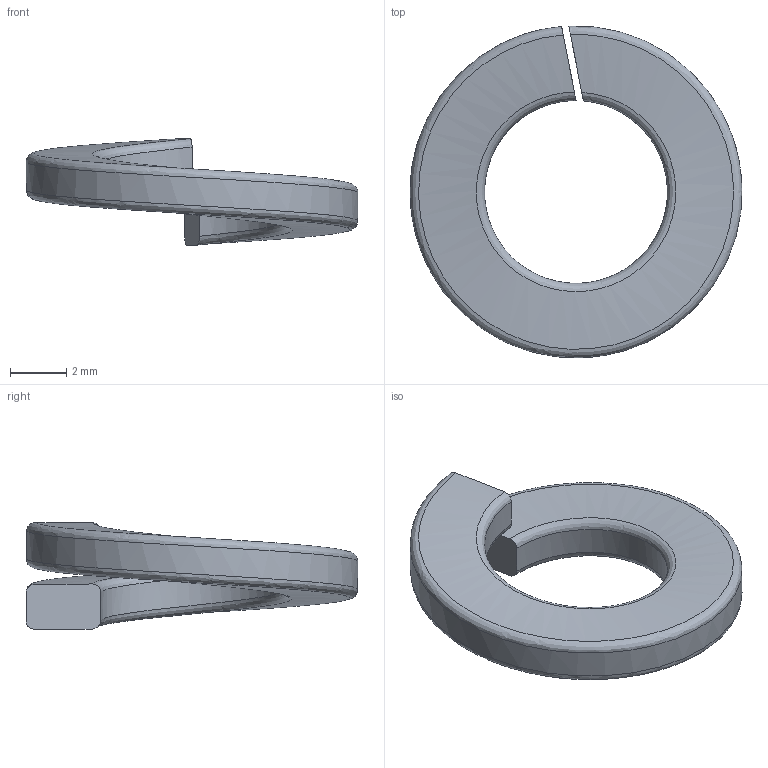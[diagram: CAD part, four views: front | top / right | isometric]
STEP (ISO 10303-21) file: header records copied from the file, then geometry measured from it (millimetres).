
FILE_DESCRIPTION (( 'STEP AP203' ), '1' );
FILE_NAME ('92148A335_18-8 Stainless Steel Split Lock Washer.STEP', '2024-01-31T21:48:46', ( 'Administrator' ), ( 'Managed by Terraform' ), 'SwSTEP 2.0', 'SolidWorks 2017', '' );
FILE_SCHEMA (( 'CONFIG_CONTROL_DESIGN' ));
Length unit declared in the file: millimetre
Products named in the file (1): 92148A335_18-8 Stainless Steel Split Lock Washer
Bounding box: 11.8 x 11.79 x 3.79 mm (x, y, z)
Volume: 118.6 mm3; surface area: 236.3 mm2
Topology: 1 solids, 1 shells, 10 faces, 24 edges, 16 vertices
Faces by surface type: bspline 8, plane 2
Entity records: 2008 total; most frequent: CARTESIAN_POINT 1773, ORIENTED_EDGE 48, EDGE_CURVE 24, B_SPLINE_CURVE_WITH_KNOTS 22, VERTEX_POINT 16, FACE_OUTER_BOUND 10, ADVANCED_FACE 10, EDGE_LOOP 10
